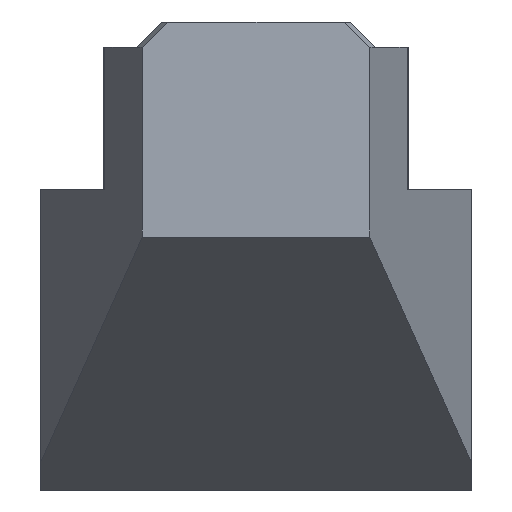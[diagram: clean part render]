
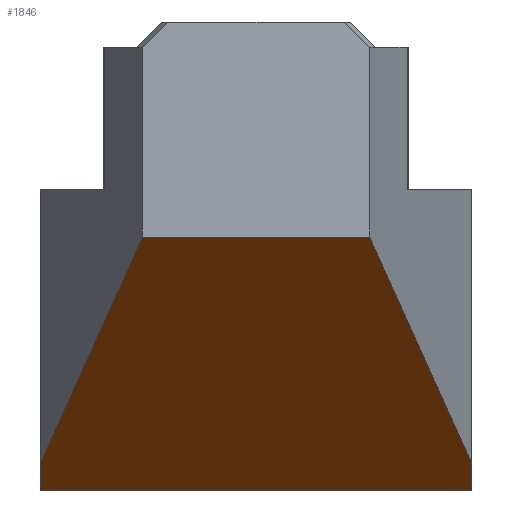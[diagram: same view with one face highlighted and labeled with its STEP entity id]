
A CAD part, left-side view. The second image highlights one B-rep face of the part: STEP entity #1846.
In plain terms, the highlighted planar face has unit normal (-0.555, 0, -0.832).
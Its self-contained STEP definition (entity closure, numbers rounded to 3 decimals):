
#38=PLANE('',#1970);
#121=FACE_OUTER_BOUND('',#221,.T.);
#221=EDGE_LOOP('',(#1412,#1413,#1414,#1415,#1416,#1417));
#470=LINE('',#4390,#609);
#480=LINE('',#4413,#619);
#489=LINE('',#4436,#628);
#490=LINE('',#4438,#629);
#491=LINE('',#4440,#630);
#492=LINE('',#4441,#631);
#609=VECTOR('',#2215,10.);
#619=VECTOR('',#2235,10.);
#628=VECTOR('',#2254,10.);
#629=VECTOR('',#2255,10.);
#630=VECTOR('',#2256,10.);
#631=VECTOR('',#2257,10.);
#808=VERTEX_POINT('',#4387);
#809=VERTEX_POINT('',#4389);
#817=VERTEX_POINT('',#4411);
#826=VERTEX_POINT('',#4435);
#827=VERTEX_POINT('',#4437);
#828=VERTEX_POINT('',#4439);
#1048=EDGE_CURVE('',#809,#808,#470,.T.);
#1060=EDGE_CURVE('',#808,#817,#480,.T.);
#1071=EDGE_CURVE('',#826,#809,#489,.T.);
#1072=EDGE_CURVE('',#817,#827,#490,.T.);
#1073=EDGE_CURVE('',#827,#828,#491,.T.);
#1074=EDGE_CURVE('',#828,#826,#492,.T.);
#1412=ORIENTED_EDGE('',*,*,#1071,.T.);
#1413=ORIENTED_EDGE('',*,*,#1048,.T.);
#1414=ORIENTED_EDGE('',*,*,#1060,.T.);
#1415=ORIENTED_EDGE('',*,*,#1072,.T.);
#1416=ORIENTED_EDGE('',*,*,#1073,.T.);
#1417=ORIENTED_EDGE('',*,*,#1074,.T.);
#1846=ADVANCED_FACE('',(#121),#38,.T.);
#1970=AXIS2_PLACEMENT_3D('',#4434,#2252,#2253);
#2215=DIRECTION('',(0.,1.,0.));
#2235=DIRECTION('',(0.807,0.242,-0.538));
#2252=DIRECTION('center_axis',(-0.555,0.,-0.832));
#2253=DIRECTION('ref_axis',(-0.832,0.,0.555));
#2254=DIRECTION('',(-0.807,0.242,0.538));
#2255=DIRECTION('',(0.832,0.,-0.555));
#2256=DIRECTION('',(0.,-1.,0.));
#2257=DIRECTION('',(-0.832,0.,0.555));
#4387=CARTESIAN_POINT('',(-56.3,-8.,5.75));
#4389=CARTESIAN_POINT('',(-56.3,-26.,5.75));
#4390=CARTESIAN_POINT('',(-56.3,0.,5.75));
#4411=CARTESIAN_POINT('',(-29.655,0.,-12.014));
#4413=CARTESIAN_POINT('',(-39.808,-3.049,-5.244));
#4434=CARTESIAN_POINT('Origin',(-41.3,0.,-4.25));
#4435=CARTESIAN_POINT('',(-29.655,-34.,-12.014));
#4436=CARTESIAN_POINT('',(-52.599,-27.111,3.282));
#4437=CARTESIAN_POINT('',(-26.3,0.,-14.25));
#4438=CARTESIAN_POINT('',(-28.965,0.,-12.473));
#4439=CARTESIAN_POINT('',(-26.3,-34.,-14.25));
#4440=CARTESIAN_POINT('',(-26.3,0.,-14.25));
#4441=CARTESIAN_POINT('',(-28.965,-34.,-12.473));
